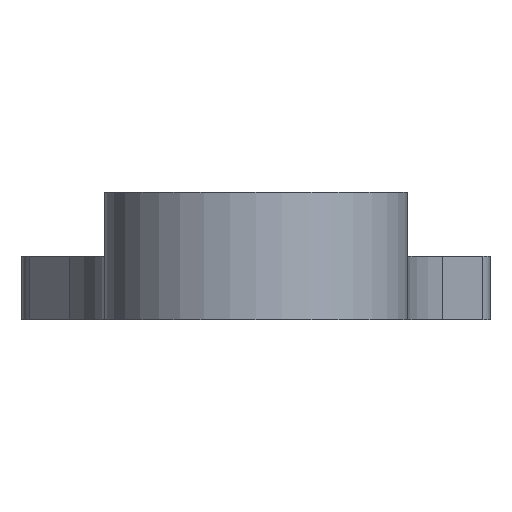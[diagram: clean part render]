
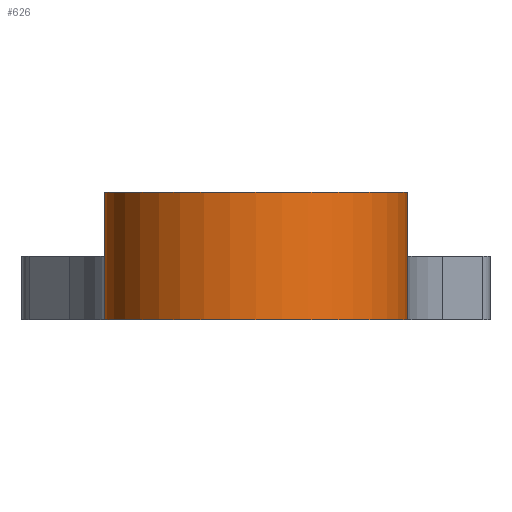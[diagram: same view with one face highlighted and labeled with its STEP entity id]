
A CAD part, front view. The second image highlights one B-rep face of the part: STEP entity #626.
In plain terms, the highlighted cylindrical face has radius 9.526 mm (diameter 19.053 mm), a partial arc.
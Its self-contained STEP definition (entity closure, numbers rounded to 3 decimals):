
#63=FACE_OUTER_BOUND('',#96,.T.);
#96=EDGE_LOOP('',(#536,#537,#538,#539));
#114=LINE('',#944,#169);
#144=LINE('',#1037,#199);
#169=VECTOR('',#745,10.);
#199=VECTOR('',#835,10.);
#238=CIRCLE('',#694,9.526);
#247=CIRCLE('',#706,9.526);
#262=VERTEX_POINT('',#941);
#263=VERTEX_POINT('',#943);
#295=VERTEX_POINT('',#1034);
#296=VERTEX_POINT('',#1036);
#326=EDGE_CURVE('',#263,#262,#114,.T.);
#373=EDGE_CURVE('',#295,#296,#144,.T.);
#385=EDGE_CURVE('',#296,#262,#238,.T.);
#396=EDGE_CURVE('',#295,#263,#247,.T.);
#536=ORIENTED_EDGE('',*,*,#396,.T.);
#537=ORIENTED_EDGE('',*,*,#326,.T.);
#538=ORIENTED_EDGE('',*,*,#385,.F.);
#539=ORIENTED_EDGE('',*,*,#373,.F.);
#598=CYLINDRICAL_SURFACE('',#705,9.526);
#626=ADVANCED_FACE('',(#63),#598,.T.);
#694=AXIS2_PLACEMENT_3D('',#1060,#862,#863);
#705=AXIS2_PLACEMENT_3D('',#1081,#886,#887);
#706=AXIS2_PLACEMENT_3D('',#1082,#888,#889);
#745=DIRECTION('',(0.,0.,1.));
#835=DIRECTION('',(0.,0.,1.));
#862=DIRECTION('center_axis',(0.,0.,1.));
#863=DIRECTION('ref_axis',(-1.,0.,0.));
#886=DIRECTION('center_axis',(0.,0.,1.));
#887=DIRECTION('ref_axis',(-1.,0.,0.));
#888=DIRECTION('center_axis',(0.,0.,1.));
#889=DIRECTION('ref_axis',(-1.,0.,0.));
#941=CARTESIAN_POINT('',(9.526,-115.526,8.));
#943=CARTESIAN_POINT('',(9.526,-115.526,0.));
#944=CARTESIAN_POINT('',(9.526,-115.526,0.));
#1034=CARTESIAN_POINT('',(-9.526,-115.526,0.));
#1036=CARTESIAN_POINT('',(-9.526,-115.526,8.));
#1037=CARTESIAN_POINT('',(-9.526,-115.526,0.));
#1060=CARTESIAN_POINT('Origin',(0.,-115.526,
8.));
#1081=CARTESIAN_POINT('Origin',(0.,-115.526,
0.));
#1082=CARTESIAN_POINT('Origin',(0.,-115.526,
0.));
